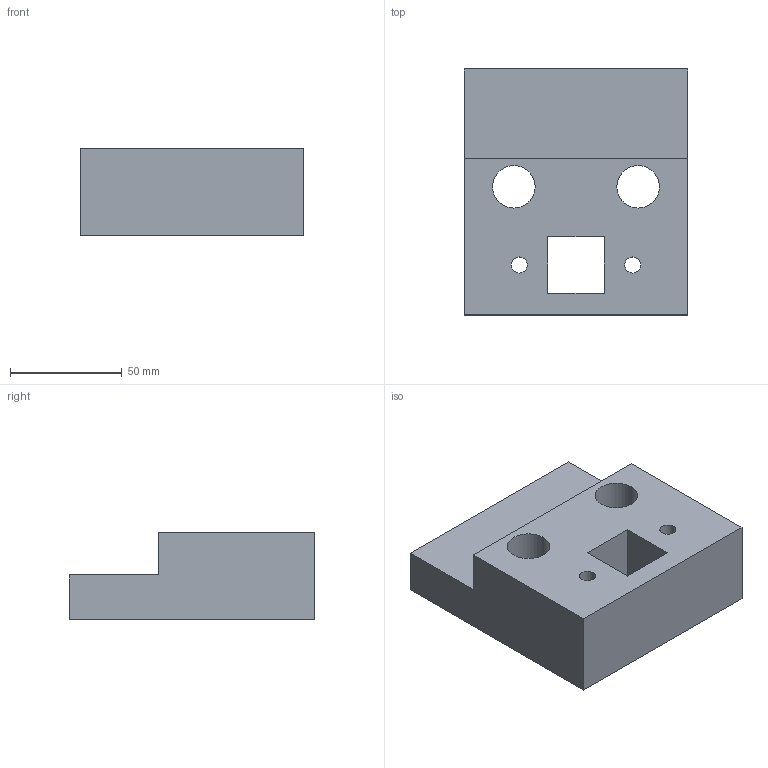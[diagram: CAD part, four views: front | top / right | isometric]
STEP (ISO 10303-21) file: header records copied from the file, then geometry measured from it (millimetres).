
FILE_DESCRIPTION(('CATIA V5 STEP Exchange'),'2;1');
FILE_NAME('CameraFixBot.stp','2022-09-22T17:39:03+00:00',('none'),('none'),'CATIA Version 5-6 Release 2017 SP2','CATIA V5 STEP AP203','none');
FILE_SCHEMA(('CONFIG_CONTROL_DESIGN'));
Length unit declared in the file: millimetre
Products named in the file (1): Bottom_Printed_Part_Camera_Fixation
Bounding box: 100 x 110 x 39.05 mm (x, y, z)
Volume: 297276.4 mm3; surface area: 45672 mm2
Topology: 1 solids, 1 shells, 26 faces, 66 edges, 44 vertices
Faces by surface type: plane 14, cylinder 12
Entity records: 791 total; most frequent: ORIENTED_EDGE 132, CARTESIAN_POINT 129, DIRECTION 102, EDGE_CURVE 66, VERTEX_POINT 44, AXIS2_PLACEMENT_3D 43, VECTOR 42, LINE 42
